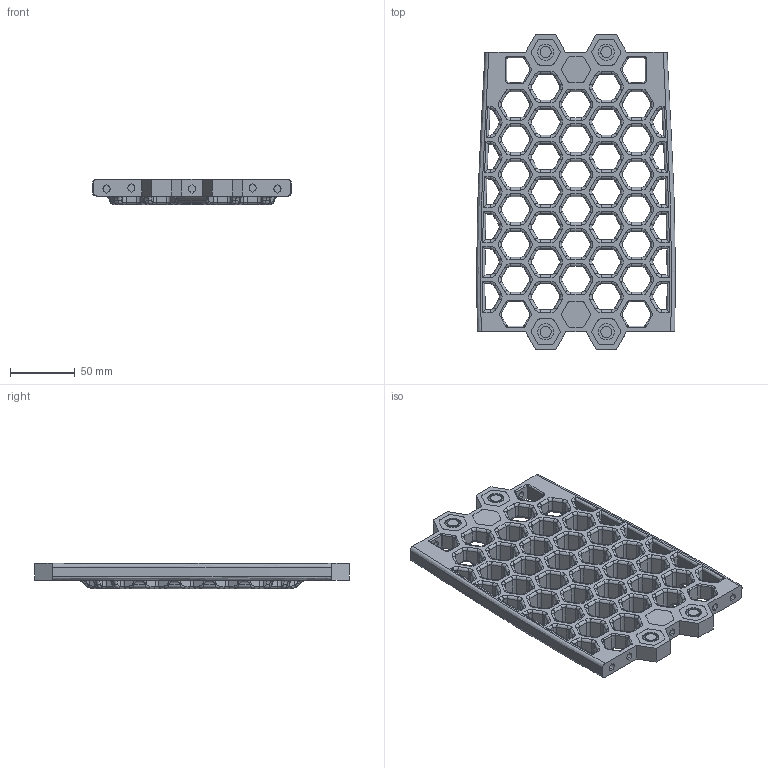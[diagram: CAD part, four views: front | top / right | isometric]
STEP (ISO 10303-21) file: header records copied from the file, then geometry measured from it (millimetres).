
FILE_DESCRIPTION(/* description */ (''),/* implementation_level */ '2;1');
FILE_NAME(/* name */ 'Board Part 2.step',/* time_stamp */ '2024-09-26T21:39:59+02:00',/* author */ (''),/* organization */ (''),/* preprocessor_version */ 'ST-DEVELOPER v20',/* originating_system */ 'Autodesk Translation Framework v13.20.0.188',/* authorisation */ '');
FILE_SCHEMA (('AUTOMOTIVE_DESIGN { 1 0 10303 214 3 1 1 }'));
Products named in the file (4): Board MK2; Komponente1; Komponente2; Komponente3
Assembly tree (3 placements, depth 2):
  Board MK2
    Komponente1
    Komponente2
    Komponente3
Bounding box: 153.64 x 243 x 19.5 mm (x, y, z)
Volume: 294149.4 mm3; surface area: 106007.1 mm2
Topology: 15 solids, 15 shells, 2076 faces, 5031 edges, 2982 vertices
Faces by surface type: cylinder 940, plane 518, torus 484, bspline 134
Full cylindrical faces by diameter (mm): 5.2 x4, 8.5 x8, 12.5 x8
Entity records: 65116 total; most frequent: CARTESIAN_POINT 15385, DIRECTION 11165, ORIENTED_EDGE 10058, EDGE_CURVE 5029, AXIS2_PLACEMENT_3D 4410, VERTEX_POINT 2982, CIRCLE 2360, LINE 2345
